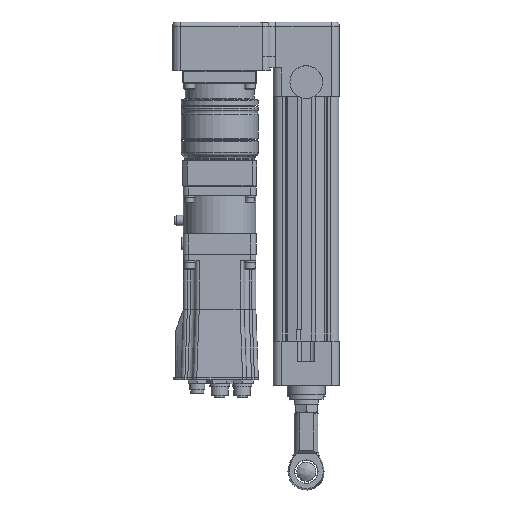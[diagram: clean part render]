
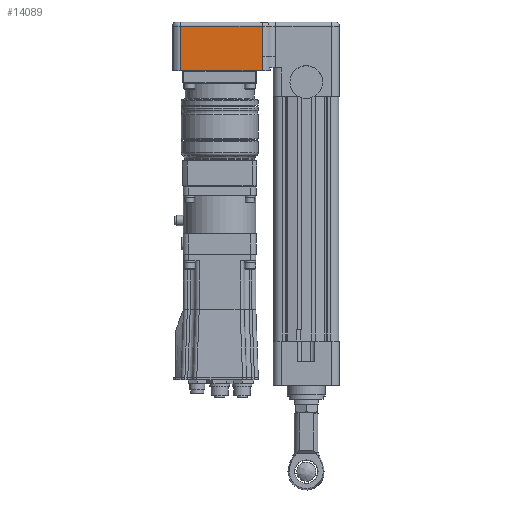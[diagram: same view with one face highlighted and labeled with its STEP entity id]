
A CAD part, left-side view. The second image highlights one B-rep face of the part: STEP entity #14089.
In plain terms, the highlighted planar face has unit normal (-1, 0, 0).
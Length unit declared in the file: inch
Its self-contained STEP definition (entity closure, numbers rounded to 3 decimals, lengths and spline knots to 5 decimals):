
#114 = VERTEX_POINT ( 'NONE', #18860 ) ;
#242 = LINE ( 'NONE', #32155, #34120 ) ;
#758 = VECTOR ( 'NONE', #7273, 39.37008 ) ;
#1077 = DIRECTION ( 'NONE',  ( 0., 0., 1. ) ) ;
#1168 = CARTESIAN_POINT ( 'NONE',  ( -1.25, 1.355, 0.7786 ) ) ;
#3443 = VERTEX_POINT ( 'NONE', #32169 ) ;
#3756 = CARTESIAN_POINT ( 'NONE',  ( -1.25, 1.355, 0.7786 ) ) ;
#3877 = EDGE_CURVE ( 'NONE', #44168, #30388, #38072, .T. ) ;
#3980 = EDGE_CURVE ( 'NONE', #3443, #44168, #14098, .T. ) ;
#4489 = CARTESIAN_POINT ( 'NONE',  ( -1.25, 1.355, 1.22 ) ) ;
#4938 = ORIENTED_EDGE ( 'NONE', *, *, #31352, .F. ) ;
#6090 = VECTOR ( 'NONE', #7407, 39.37008 ) ;
#7273 = DIRECTION ( 'NONE',  ( 0., 1., 0. ) ) ;
#7407 = DIRECTION ( 'NONE',  ( 0., 1., 0. ) ) ;
#8006 = LINE ( 'NONE', #14821, #15338 ) ;
#8798 = PLANE ( 'NONE',  #23216 ) ;
#9473 = CARTESIAN_POINT ( 'NONE',  ( -1.25, 4.105, 2.28 ) ) ;
#13907 = EDGE_CURVE ( 'NONE', #114, #3443, #242, .T. ) ;
#14089 = ADVANCED_FACE ( 'NONE', ( #26346 ), #8798, .T. ) ;
#14098 = LINE ( 'NONE', #15642, #758 ) ;
#14821 = CARTESIAN_POINT ( 'NONE',  ( -1.25, 4.105, 1.22 ) ) ;
#15338 = VECTOR ( 'NONE', #24660, 39.37008 ) ;
#15642 = CARTESIAN_POINT ( 'NONE',  ( -1.25, 4.105, 2.155 ) ) ;
#15849 = ORIENTED_EDGE ( 'NONE', *, *, #39192, .F. ) ;
#18032 = DIRECTION ( 'NONE',  ( 0., 0., 1. ) ) ;
#18860 = CARTESIAN_POINT ( 'NONE',  ( -1.25, 1.3542, 1.22 ) ) ;
#20724 = DIRECTION ( 'NONE',  ( 0., 0., -1. ) ) ;
#22924 = DIRECTION ( 'NONE',  ( 0., 1., 0. ) ) ;
#23003 = ORIENTED_EDGE ( 'NONE', *, *, #13907, .T. ) ;
#23216 = AXIS2_PLACEMENT_3D ( 'NONE', #9473, #25894, #22924 ) ;
#24660 = DIRECTION ( 'NONE',  ( 0., 1., 0. ) ) ;
#25894 = DIRECTION ( 'NONE',  ( -1., 0., 0. ) ) ;
#26105 = CARTESIAN_POINT ( 'NONE',  ( -1.25, 3.855, 2.155 ) ) ;
#26232 = VECTOR ( 'NONE', #20724, 39.37008 ) ;
#26346 = FACE_OUTER_BOUND ( 'NONE', #39398, .T. ) ;
#28510 = VERTEX_POINT ( 'NONE', #33901 ) ;
#30388 = VERTEX_POINT ( 'NONE', #32444 ) ;
#31352 = EDGE_CURVE ( 'NONE', #114, #28510, #8006, .T. ) ;
#32155 = CARTESIAN_POINT ( 'NONE',  ( -1.25, 1.3542, 2.28 ) ) ;
#32169 = CARTESIAN_POINT ( 'NONE',  ( -1.25, 1.3542, 2.155 ) ) ;
#32223 = VERTEX_POINT ( 'NONE', #1168 ) ;
#32444 = CARTESIAN_POINT ( 'NONE',  ( -1.25, 3.855, 0.7786 ) ) ;
#33901 = CARTESIAN_POINT ( 'NONE',  ( -1.25, 1.355, 1.22 ) ) ;
#34120 = VECTOR ( 'NONE', #18032, 39.37008 ) ;
#34428 = CARTESIAN_POINT ( 'NONE',  ( -1.25, 3.855, 1.22 ) ) ;
#35749 = LINE ( 'NONE', #4489, #41116 ) ;
#37188 = ORIENTED_EDGE ( 'NONE', *, *, #3980, .T. ) ;
#37362 = ORIENTED_EDGE ( 'NONE', *, *, #3877, .T. ) ;
#38072 = LINE ( 'NONE', #34428, #26232 ) ;
#39192 = EDGE_CURVE ( 'NONE', #32223, #30388, #45058, .T. ) ;
#39398 = EDGE_LOOP ( 'NONE', ( #23003, #37188, #37362, #15849, #40495, #4938 ) ) ;
#40321 = EDGE_CURVE ( 'NONE', #32223, #28510, #35749, .T. ) ;
#40495 = ORIENTED_EDGE ( 'NONE', *, *, #40321, .T. ) ;
#41116 = VECTOR ( 'NONE', #1077, 39.37008 ) ;
#44168 = VERTEX_POINT ( 'NONE', #26105 ) ;
#45058 = LINE ( 'NONE', #3756, #6090 ) ;
